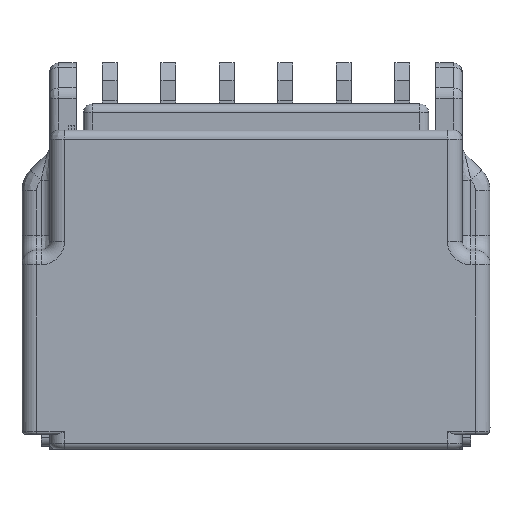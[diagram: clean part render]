
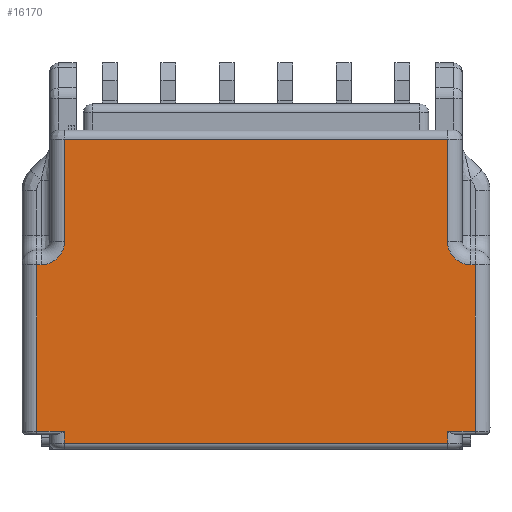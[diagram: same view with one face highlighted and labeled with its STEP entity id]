
A CAD part, front view. The second image highlights one B-rep face of the part: STEP entity #16170.
In plain terms, the highlighted planar face has unit normal (0, -1, 0).
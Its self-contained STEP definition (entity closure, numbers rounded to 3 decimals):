
#69=DIRECTION('',(1.,0.,0.));
#70=VECTOR('',#69,13.1);
#71=CARTESIAN_POINT('',(-6.55,-3.55,0.5));
#72=LINE('',#71,#70);
#102=CARTESIAN_POINT('',(-6.55,-3.55,0.9));
#104=DIRECTION('',(0.,0.,-1.));
#105=VECTOR('',#104,0.4);
#106=CARTESIAN_POINT('',(-6.55,-3.55,0.9));
#107=LINE('',#106,#105);
#358=DIRECTION('',(0.,0.,-1.));
#359=VECTOR('',#358,3.5);
#360=CARTESIAN_POINT('',(-6.55,-3.55,10.9));
#361=LINE('',#360,#359);
#3393=DIRECTION('',(0.,0.,1.));
#3394=VECTOR('',#3393,0.4);
#3395=CARTESIAN_POINT('',(6.55,-3.55,0.5));
#3396=LINE('',#3395,#3394);
#3416=CARTESIAN_POINT('',(-7.35,-3.55,7.4));
#3417=DIRECTION('',(0.,-1.,0.));
#3418=DIRECTION('',(0.,0.,-1.));
#3419=AXIS2_PLACEMENT_3D('',#3416,#3417,#3418);
#3421=CARTESIAN_POINT('',(7.35,-3.55,7.4));
#3422=DIRECTION('',(0.,-1.,0.));
#3423=DIRECTION('',(-1.,0.,0.));
#3424=AXIS2_PLACEMENT_3D('',#3421,#3422,#3423);
#3426=DIRECTION('',(-1.,0.,0.));
#3427=VECTOR('',#3426,0.15);
#3428=CARTESIAN_POINT('',(-7.35,-3.55,6.6));
#3429=LINE('',#3428,#3427);
#3449=DIRECTION('',(0.,0.,-1.));
#3450=VECTOR('',#3449,5.7);
#3451=CARTESIAN_POINT('',(-7.5,-3.55,6.6));
#3452=LINE('',#3451,#3450);
#3503=DIRECTION('',(1.,0.,0.));
#3504=VECTOR('',#3503,0.95);
#3505=CARTESIAN_POINT('',(-7.5,-3.55,0.9));
#3506=LINE('',#3505,#3504);
#3775=DIRECTION('',(-1.,0.,0.));
#3776=VECTOR('',#3775,13.1);
#3777=CARTESIAN_POINT('',(6.55,-3.55,10.9));
#3778=LINE('',#3777,#3776);
#5125=DIRECTION('',(0.,0.,1.));
#5126=VECTOR('',#5125,5.7);
#5127=CARTESIAN_POINT('',(7.5,-3.55,0.9));
#5128=LINE('',#5127,#5126);
#5983=DIRECTION('',(1.,0.,0.));
#5984=VECTOR('',#5983,0.95);
#5985=CARTESIAN_POINT('',(6.55,-3.55,0.9));
#5986=LINE('',#5985,#5984);
#6021=DIRECTION('',(-1.,0.,0.));
#6022=VECTOR('',#6021,0.15);
#6023=CARTESIAN_POINT('',(7.5,-3.55,6.6));
#6024=LINE('',#6023,#6022);
#6044=DIRECTION('',(0.,0.,1.));
#6045=VECTOR('',#6044,3.5);
#6046=CARTESIAN_POINT('',(6.55,-3.55,7.4));
#6047=LINE('',#6046,#6045);
#8967=CARTESIAN_POINT('',(-6.55,-3.55,0.5));
#8968=VERTEX_POINT('',#8967);
#8969=CARTESIAN_POINT('',(6.55,-3.55,0.5));
#8970=VERTEX_POINT('',#8969);
#8978=VERTEX_POINT('',#102);
#9109=CARTESIAN_POINT('',(-6.55,-3.55,7.4));
#9110=VERTEX_POINT('',#9109);
#9111=CARTESIAN_POINT('',(-7.35,-3.55,6.6));
#9112=VERTEX_POINT('',#9111);
#9115=CARTESIAN_POINT('',(-6.55,-3.55,10.9));
#9116=VERTEX_POINT('',#9115);
#10203=CARTESIAN_POINT('',(6.55,-3.55,10.9));
#10204=VERTEX_POINT('',#10203);
#10283=CARTESIAN_POINT('',(7.5,-3.55,6.6));
#10284=VERTEX_POINT('',#10283);
#10288=CARTESIAN_POINT('',(7.5,-3.55,0.9));
#10289=VERTEX_POINT('',#10288);
#10968=CARTESIAN_POINT('',(6.55,-3.55,0.9));
#10969=VERTEX_POINT('',#10968);
#10973=CARTESIAN_POINT('',(-7.5,-3.55,6.6));
#10974=VERTEX_POINT('',#10973);
#10975=CARTESIAN_POINT('',(6.55,-3.55,7.4));
#10976=VERTEX_POINT('',#10975);
#10977=CARTESIAN_POINT('',(7.35,-3.55,6.6));
#10978=VERTEX_POINT('',#10977);
#10979=CARTESIAN_POINT('',(-7.5,-3.55,0.9));
#10980=VERTEX_POINT('',#10979);
#16140=CARTESIAN_POINT('',(-7.05,-3.55,0.3));
#16141=DIRECTION('',(0.,1.,0.));
#16142=DIRECTION('',(1.,0.,0.));
#16143=AXIS2_PLACEMENT_3D('',#16140,#16141,#16142);
#16144=PLANE('',#16143);
#16146=ORIENTED_EDGE('',*,*,#16145,.F.);
#16147=ORIENTED_EDGE('',*,*,#11721,.T.);
#16148=ORIENTED_EDGE('',*,*,#11737,.F.);
#16150=ORIENTED_EDGE('',*,*,#16149,.F.);
#16152=ORIENTED_EDGE('',*,*,#16151,.F.);
#16154=ORIENTED_EDGE('',*,*,#16153,.T.);
#16156=ORIENTED_EDGE('',*,*,#16155,.F.);
#16158=ORIENTED_EDGE('',*,*,#16157,.F.);
#16160=ORIENTED_EDGE('',*,*,#16159,.F.);
#16161=ORIENTED_EDGE('',*,*,#16127,.F.);
#16162=ORIENTED_EDGE('',*,*,#11305,.F.);
#16163=ORIENTED_EDGE('',*,*,#11340,.F.);
#16165=ORIENTED_EDGE('',*,*,#16164,.F.);
#16167=ORIENTED_EDGE('',*,*,#16166,.F.);
#16168=EDGE_LOOP('',(#16146,#16147,#16148,#16150,#16152,#16154,#16156,#16158,
#16160,#16161,#16162,#16163,#16165,#16167));
#16169=FACE_OUTER_BOUND('',#16168,.F.);
#16170=ADVANCED_FACE('',(#16169),#16144,.F.);
#3420=CIRCLE('',#3419,0.8);
#3425=CIRCLE('',#3424,0.8);
#11305=EDGE_CURVE('',#8968,#8970,#72,.T.);
#11340=EDGE_CURVE('',#8978,#8968,#107,.T.);
#11721=EDGE_CURVE('',#9112,#9110,#3420,.T.);
#11737=EDGE_CURVE('',#9116,#9110,#361,.T.);
#16127=EDGE_CURVE('',#8970,#10969,#3396,.T.);
#16145=EDGE_CURVE('',#9112,#10974,#3429,.T.);
#16149=EDGE_CURVE('',#10204,#9116,#3778,.T.);
#16151=EDGE_CURVE('',#10976,#10204,#6047,.T.);
#16153=EDGE_CURVE('',#10976,#10978,#3425,.T.);
#16155=EDGE_CURVE('',#10284,#10978,#6024,.T.);
#16157=EDGE_CURVE('',#10289,#10284,#5128,.T.);
#16159=EDGE_CURVE('',#10969,#10289,#5986,.T.);
#16164=EDGE_CURVE('',#10980,#8978,#3506,.T.);
#16166=EDGE_CURVE('',#10974,#10980,#3452,.T.);
